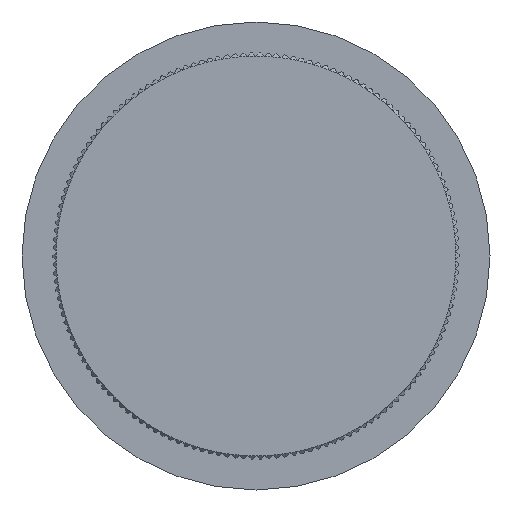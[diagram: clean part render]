
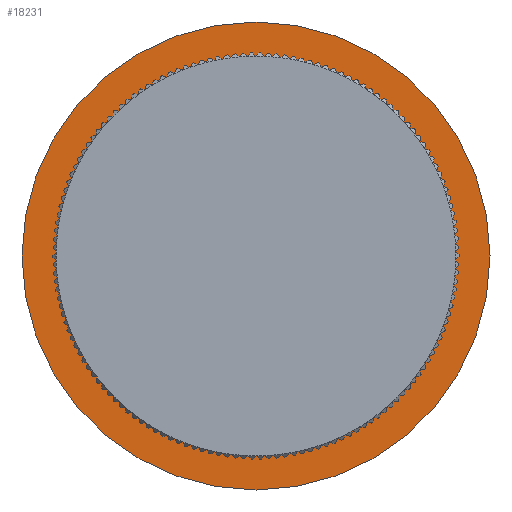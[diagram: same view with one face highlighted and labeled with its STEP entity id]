
A CAD part, left-side view. The second image highlights one B-rep face of the part: STEP entity #18231.
In plain terms, the highlighted planar face has unit normal (-1, 0, 0).
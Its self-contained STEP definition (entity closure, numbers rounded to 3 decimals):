
#1568 = AXIS2_PLACEMENT_3D ( 'NONE', #12228, #13821, #20262 ) ;
#2925 = DIRECTION ( 'NONE',  ( 0., 1., 0. ) ) ;
#2969 = AXIS2_PLACEMENT_3D ( 'NONE', #4259, #14206, #10699 ) ;
#2974 = VERTEX_POINT ( 'NONE', #19154 ) ;
#3234 = EDGE_CURVE ( 'NONE', #18181, #2974, #6597, .T. ) ;
#3448 = ORIENTED_EDGE ( 'NONE', *, *, #14652, .T. ) ;
#3896 = AXIS2_PLACEMENT_3D ( 'NONE', #10367, #5287, #16804 ) ;
#4259 = CARTESIAN_POINT ( 'NONE',  ( 0., 0., 0. ) ) ;
#4620 = ORIENTED_EDGE ( 'NONE', *, *, #3234, .F. ) ;
#5287 = DIRECTION ( 'NONE',  ( 1., 0., 0. ) ) ;
#6420 = FACE_BOUND ( 'NONE', #8397, .T. ) ;
#6597 = CIRCLE ( 'NONE', #3896, 21.2 ) ;
#6903 = ORIENTED_EDGE ( 'NONE', *, *, #19287, .F. ) ;
#7225 = VERTEX_POINT ( 'NONE', #9106 ) ;
#7791 = CARTESIAN_POINT ( 'NONE',  ( 0., -18.1, 0. ) ) ;
#8397 = EDGE_LOOP ( 'NONE', ( #3448, #9868 ) ) ;
#8572 = AXIS2_PLACEMENT_3D ( 'NONE', #14436, #10744, #9369 ) ;
#9106 = CARTESIAN_POINT ( 'NONE',  ( 0., 18.1, 0. ) ) ;
#9367 = CARTESIAN_POINT ( 'NONE',  ( 0., 0., 0. ) ) ;
#9369 = DIRECTION ( 'NONE',  ( 0., -1., 0. ) ) ;
#9437 = CIRCLE ( 'NONE', #10782, 18.1 ) ;
#9868 = ORIENTED_EDGE ( 'NONE', *, *, #11678, .T. ) ;
#10367 = CARTESIAN_POINT ( 'NONE',  ( 0., 0., 0. ) ) ;
#10699 = DIRECTION ( 'NONE',  ( 0., 1., 0. ) ) ;
#10744 = DIRECTION ( 'NONE',  ( -1., 0., 0. ) ) ;
#10782 = AXIS2_PLACEMENT_3D ( 'NONE', #9367, #20583, #2925 ) ;
#11678 = EDGE_CURVE ( 'NONE', #11692, #7225, #9437, .T. ) ;
#11688 = CIRCLE ( 'NONE', #1568, 21.2 ) ;
#11692 = VERTEX_POINT ( 'NONE', #7791 ) ;
#12228 = CARTESIAN_POINT ( 'NONE',  ( 0., 0., 0. ) ) ;
#13821 = DIRECTION ( 'NONE',  ( 1., 0., 0. ) ) ;
#14206 = DIRECTION ( 'NONE',  ( 1., 0., 0. ) ) ;
#14436 = CARTESIAN_POINT ( 'NONE',  ( 0., 18.1, 0. ) ) ;
#14652 = EDGE_CURVE ( 'NONE', #7225, #11692, #20868, .T. ) ;
#14914 = EDGE_LOOP ( 'NONE', ( #4620, #6903 ) ) ;
#16804 = DIRECTION ( 'NONE',  ( 0., 1., 0. ) ) ;
#18181 = VERTEX_POINT ( 'NONE', #18455 ) ;
#18231 = ADVANCED_FACE ( 'NONE', ( #6420, #20586 ), #19204, .T. ) ;
#18455 = CARTESIAN_POINT ( 'NONE',  ( 0., 21.2, 0. ) ) ;
#19154 = CARTESIAN_POINT ( 'NONE',  ( 0., -21.2, 0. ) ) ;
#19204 = PLANE ( 'NONE',  #8572 ) ;
#19287 = EDGE_CURVE ( 'NONE', #2974, #18181, #11688, .T. ) ;
#20262 = DIRECTION ( 'NONE',  ( 0., 1., 0. ) ) ;
#20583 = DIRECTION ( 'NONE',  ( 1., 0., 0. ) ) ;
#20586 = FACE_OUTER_BOUND ( 'NONE', #14914, .T. ) ;
#20868 = CIRCLE ( 'NONE', #2969, 18.1 ) ;
